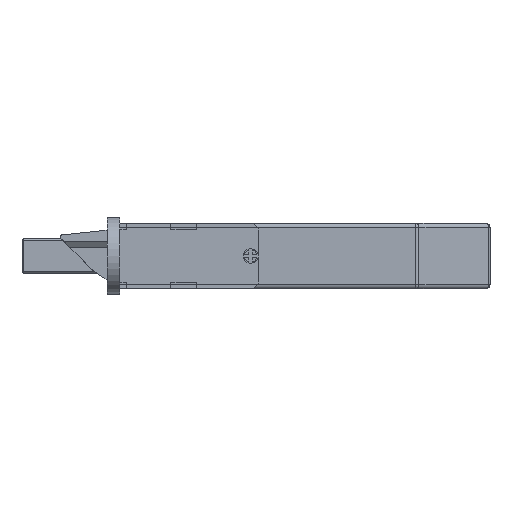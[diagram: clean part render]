
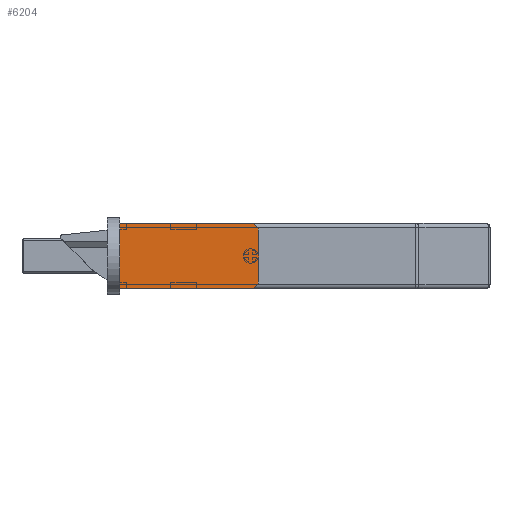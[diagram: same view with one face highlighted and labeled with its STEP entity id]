
A CAD part, front view. The second image highlights one B-rep face of the part: STEP entity #6204.
In plain terms, the highlighted face is planar.
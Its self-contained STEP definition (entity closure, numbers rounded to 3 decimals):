
#26 = PLANE ( 'NONE',  #5822 ) ;
#162 = CARTESIAN_POINT ( 'NONE',  ( -14.3, 0.75, -7.75 ) ) ;
#184 = CARTESIAN_POINT ( 'NONE',  ( -14.3, 0.75, 7.75 ) ) ;
#256 = CARTESIAN_POINT ( 'NONE',  ( 16.3, 0.75, -7.75 ) ) ;
#421 = CARTESIAN_POINT ( 'NONE',  ( -16.3, 0.75, -7.75 ) ) ;
#756 = LINE ( 'NONE', #6367, #7863 ) ;
#829 = FACE_OUTER_BOUND ( 'NONE', #5308, .T. ) ;
#1021 = ORIENTED_EDGE ( 'NONE', *, *, #8615, .T. ) ;
#1192 = CARTESIAN_POINT ( 'NONE',  ( -16.3, 0.75, 7.75 ) ) ;
#1443 = CARTESIAN_POINT ( 'NONE',  ( -16.3, 0.75, -7.75 ) ) ;
#1774 = DIRECTION ( 'NONE',  ( 0., 1., 0. ) ) ;
#1983 = CARTESIAN_POINT ( 'NONE',  ( -16.3, 0.75, 5.75 ) ) ;
#2245 = LINE ( 'NONE', #1192, #2305 ) ;
#2296 = LINE ( 'NONE', #1443, #5492 ) ;
#2305 = VECTOR ( 'NONE', #3681, 1000. ) ;
#3033 = DIRECTION ( 'NONE',  ( 0., 0., 1. ) ) ;
#3134 = VECTOR ( 'NONE', #5185, 1000. ) ;
#3250 = VERTEX_POINT ( 'NONE', #1983 ) ;
#3258 = CARTESIAN_POINT ( 'NONE',  ( 0., 0.75, 0. ) ) ;
#3295 = CIRCLE ( 'NONE', #8008, 2. ) ;
#3525 = DIRECTION ( 'NONE',  ( 0., 0., 1. ) ) ;
#3665 = VERTEX_POINT ( 'NONE', #162 ) ;
#3681 = DIRECTION ( 'NONE',  ( 1., 0., 0. ) ) ;
#3883 = EDGE_CURVE ( 'NONE', #5420, #7089, #756, .T. ) ;
#4120 = CARTESIAN_POINT ( 'NONE',  ( -14.3, 0.75, -5.75 ) ) ;
#4416 = CARTESIAN_POINT ( 'NONE',  ( -14.3, 0.75, 5.75 ) ) ;
#4460 = VERTEX_POINT ( 'NONE', #9733 ) ;
#4617 = ORIENTED_EDGE ( 'NONE', *, *, #6539, .T. ) ;
#4640 = AXIS2_PLACEMENT_3D ( 'NONE', #4120, #5853, #5060 ) ;
#5060 = DIRECTION ( 'NONE',  ( 0., 0., 1. ) ) ;
#5147 = CIRCLE ( 'NONE', #4640, 2. ) ;
#5185 = DIRECTION ( 'NONE',  ( -1., 0., 0. ) ) ;
#5308 = EDGE_LOOP ( 'NONE', ( #4617, #8458, #10014, #5980, #1021, #9281 ) ) ;
#5420 = VERTEX_POINT ( 'NONE', #7299 ) ;
#5492 = VECTOR ( 'NONE', #3033, 1000. ) ;
#5630 = DIRECTION ( 'NONE',  ( 0., 1., 0. ) ) ;
#5822 = AXIS2_PLACEMENT_3D ( 'NONE', #3258, #5630, #7078 ) ;
#5853 = DIRECTION ( 'NONE',  ( 0., 1., 0. ) ) ;
#5934 = EDGE_CURVE ( 'NONE', #3665, #4460, #5147, .T. ) ;
#5980 = ORIENTED_EDGE ( 'NONE', *, *, #3883, .T. ) ;
#6204 = ADVANCED_FACE ( 'NONE', ( #829 ), #26, .T. ) ;
#6367 = CARTESIAN_POINT ( 'NONE',  ( 16.3, 0.75, -7.75 ) ) ;
#6539 = EDGE_CURVE ( 'NONE', #4460, #3250, #2296, .T. ) ;
#6595 = EDGE_CURVE ( 'NONE', #9168, #5420, #2245, .T. ) ;
#7078 = DIRECTION ( 'NONE',  ( 0., 0., 1. ) ) ;
#7089 = VERTEX_POINT ( 'NONE', #256 ) ;
#7299 = CARTESIAN_POINT ( 'NONE',  ( 16.3, 0.75, 7.75 ) ) ;
#7863 = VECTOR ( 'NONE', #8081, 1000. ) ;
#8008 = AXIS2_PLACEMENT_3D ( 'NONE', #4416, #1774, #3525 ) ;
#8081 = DIRECTION ( 'NONE',  ( 0., 0., -1. ) ) ;
#8458 = ORIENTED_EDGE ( 'NONE', *, *, #8815, .T. ) ;
#8546 = LINE ( 'NONE', #421, #3134 ) ;
#8615 = EDGE_CURVE ( 'NONE', #7089, #3665, #8546, .T. ) ;
#8815 = EDGE_CURVE ( 'NONE', #3250, #9168, #3295, .T. ) ;
#9168 = VERTEX_POINT ( 'NONE', #184 ) ;
#9281 = ORIENTED_EDGE ( 'NONE', *, *, #5934, .T. ) ;
#9733 = CARTESIAN_POINT ( 'NONE',  ( -16.3, 0.75, -5.75 ) ) ;
#10014 = ORIENTED_EDGE ( 'NONE', *, *, #6595, .T. ) ;
